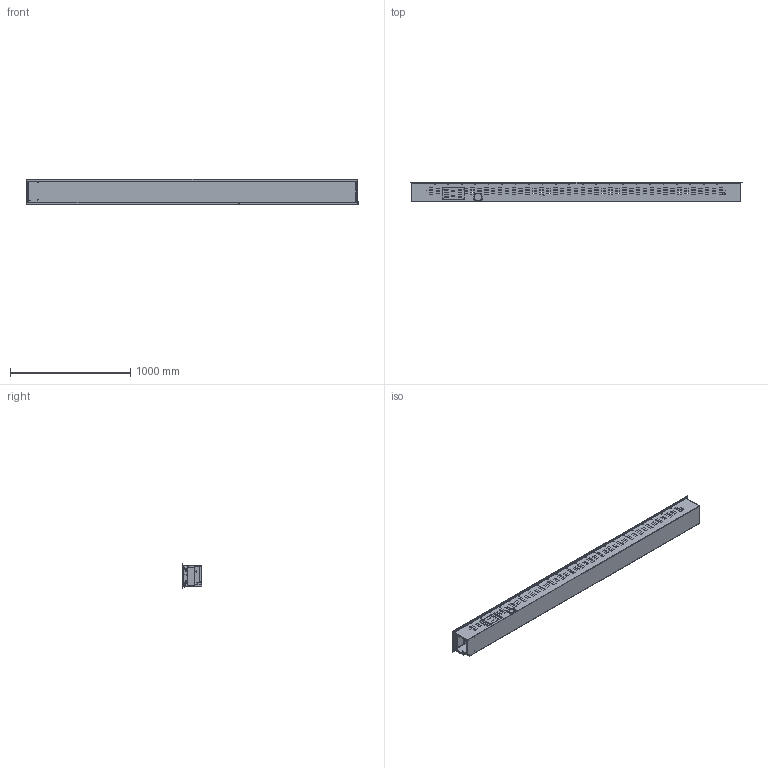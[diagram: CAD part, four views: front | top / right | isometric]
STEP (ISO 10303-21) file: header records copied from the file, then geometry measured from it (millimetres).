
FILE_DESCRIPTION (( 'STEP AP203' ), '1' );
FILE_NAME ('PJ00153-O-08-C. EVO PLUS 2400.STEP', '2019-02-27T15:57:58', ( '' ), ( '' ), 'SwSTEP 2.0', 'SolidWorks 2019', '' );
FILE_SCHEMA (( 'CONFIG_CONTROL_DESIGN' ));
Length unit declared in the file: millimetre
Products named in the file (1): PJ00153-O-08-C. EVO PLUS 2400
Bounding box: 2766 x 160 x 210 mm (x, y, z)
Volume: 3876445.2 mm3; surface area: 4535941.2 mm2
Topology: 45 solids, 45 shells, 4682 faces, 13904 edges, 9220 vertices
Faces by surface type: plane 2559, cylinder 2092, bspline 26, torus 5
Full cylindrical faces by diameter (mm): 3.3 x13, 3.7 x4, 4 x6, 4.2 x2, 4.3 x8, 4.5 x12, 5 x129, 5.3 x46, 5.5 x2, 6 x2, 6.1 x6, 6.4 x3, 7.3 x1, 10.2 x2, 11 x2, 12 x1, 13 x4, 20 x1, 25 x1
Entity records: 159529 total; most frequent: CARTESIAN_POINT 28591, ORIENTED_EDGE 27130, DIRECTION 26884, EDGE_CURVE 13565, LINE 9376, VECTOR 9376, VERTEX_POINT 9131, AXIS2_PLACEMENT_3D 8754
